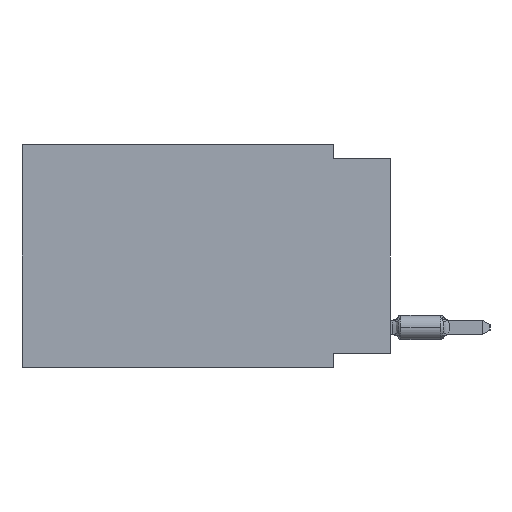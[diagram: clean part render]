
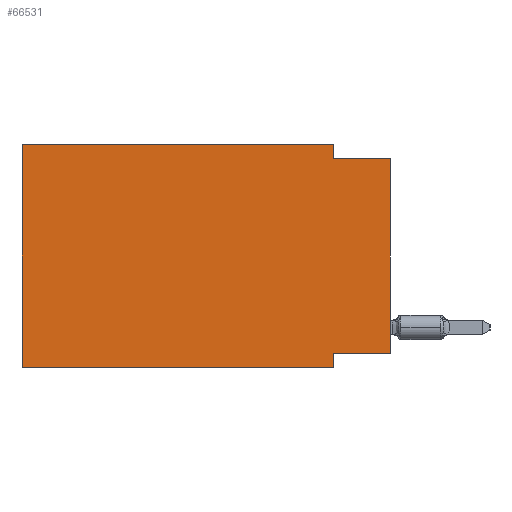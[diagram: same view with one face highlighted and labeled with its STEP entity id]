
A CAD part, left-side view. The second image highlights one B-rep face of the part: STEP entity #66531.
In plain terms, the highlighted planar face has unit normal (-1, 0, 0).
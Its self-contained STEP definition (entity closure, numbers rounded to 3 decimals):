
#495 = LINE ( 'NONE', #17160, #69597 ) ;
#1523 = VERTEX_POINT ( 'NONE', #22237 ) ;
#4847 = CARTESIAN_POINT ( 'NONE',  ( 0., 0., -9.271 ) ) ;
#4992 = CARTESIAN_POINT ( 'NONE',  ( 0., 0., 0. ) ) ;
#7253 = FACE_OUTER_BOUND ( 'NONE', #33296, .T. ) ;
#7709 = LINE ( 'NONE', #46451, #28582 ) ;
#9419 = LINE ( 'NONE', #31107, #34759 ) ;
#13570 = CARTESIAN_POINT ( 'NONE',  ( 0., 0., -0.635 ) ) ;
#15255 = VERTEX_POINT ( 'NONE', #24732 ) ;
#16036 = VECTOR ( 'NONE', #32236, 1000. ) ;
#17160 = CARTESIAN_POINT ( 'NONE',  ( 0., 2.54, 0. ) ) ;
#17876 = VERTEX_POINT ( 'NONE', #70138 ) ;
#19461 = EDGE_CURVE ( 'NONE', #15255, #52618, #44323, .T. ) ;
#19873 = EDGE_CURVE ( 'NONE', #17876, #42884, #9419, .T. ) ;
#22237 = CARTESIAN_POINT ( 'NONE',  ( 0., 2.54, -9.906 ) ) ;
#24732 = CARTESIAN_POINT ( 'NONE',  ( 0., 16.383, -9.906 ) ) ;
#25834 = ORIENTED_EDGE ( 'NONE', *, *, #35086, .F. ) ;
#25859 = CARTESIAN_POINT ( 'NONE',  ( 0., 2.54, -9.271 ) ) ;
#26777 = VECTOR ( 'NONE', #54300, 1000. ) ;
#27343 = AXIS2_PLACEMENT_3D ( 'NONE', #66294, #38561, #27530 ) ;
#27530 = DIRECTION ( 'NONE',  ( 0., 0., -1. ) ) ;
#28582 = VECTOR ( 'NONE', #36132, 1000. ) ;
#29308 = EDGE_CURVE ( 'NONE', #53052, #17876, #495, .T. ) ;
#29655 = ORIENTED_EDGE ( 'NONE', *, *, #55887, .T. ) ;
#31107 = CARTESIAN_POINT ( 'NONE',  ( 0., 0., -0.635 ) ) ;
#32236 = DIRECTION ( 'NONE',  ( 0., 1., 0. ) ) ;
#33110 = CARTESIAN_POINT ( 'NONE',  ( 0., 16.383, -9.906 ) ) ;
#33296 = EDGE_LOOP ( 'NONE', ( #50724, #49402, #43602, #25834, #44843, #29655, #58915, #65760 ) ) ;
#34759 = VECTOR ( 'NONE', #35760, 1000. ) ;
#35086 = EDGE_CURVE ( 'NONE', #52618, #53052, #68665, .T. ) ;
#35760 = DIRECTION ( 'NONE',  ( 0., -1., 0. ) ) ;
#36132 = DIRECTION ( 'NONE',  ( 0., 0., -1. ) ) ;
#36296 = DIRECTION ( 'NONE',  ( 0., -1., 0. ) ) ;
#38289 = CARTESIAN_POINT ( 'NONE',  ( 0., 16.383, 0. ) ) ;
#38561 = DIRECTION ( 'NONE',  ( 1., 0., 0. ) ) ;
#41632 = CARTESIAN_POINT ( 'NONE',  ( 0., 16.383, 0. ) ) ;
#41855 = CARTESIAN_POINT ( 'NONE',  ( 0., 0., -9.271 ) ) ;
#42326 = VECTOR ( 'NONE', #48390, 1000. ) ;
#42884 = VERTEX_POINT ( 'NONE', #13570 ) ;
#43254 = LINE ( 'NONE', #41855, #16036 ) ;
#43602 = ORIENTED_EDGE ( 'NONE', *, *, #29308, .F. ) ;
#44323 = LINE ( 'NONE', #38289, #26777 ) ;
#44638 = VECTOR ( 'NONE', #54793, 1000. ) ;
#44843 = ORIENTED_EDGE ( 'NONE', *, *, #19461, .F. ) ;
#46186 = CARTESIAN_POINT ( 'NONE',  ( 0., 2.54, 0. ) ) ;
#46451 = CARTESIAN_POINT ( 'NONE',  ( 0., 2.54, -9.906 ) ) ;
#48390 = DIRECTION ( 'NONE',  ( 0., 0., 1. ) ) ;
#49402 = ORIENTED_EDGE ( 'NONE', *, *, #19873, .F. ) ;
#50724 = ORIENTED_EDGE ( 'NONE', *, *, #67234, .T. ) ;
#51132 = EDGE_CURVE ( 'NONE', #62939, #1523, #7709, .T. ) ;
#52618 = VERTEX_POINT ( 'NONE', #63411 ) ;
#53052 = VERTEX_POINT ( 'NONE', #46186 ) ;
#53145 = VECTOR ( 'NONE', #36296, 1000. ) ;
#54300 = DIRECTION ( 'NONE',  ( 0., 0., 1. ) ) ;
#54793 = DIRECTION ( 'NONE',  ( 0., -1., 0. ) ) ;
#55887 = EDGE_CURVE ( 'NONE', #15255, #1523, #60140, .T. ) ;
#58024 = VERTEX_POINT ( 'NONE', #4847 ) ;
#58915 = ORIENTED_EDGE ( 'NONE', *, *, #51132, .F. ) ;
#60140 = LINE ( 'NONE', #33110, #44638 ) ;
#60245 = PLANE ( 'NONE',  #27343 ) ;
#60564 = DIRECTION ( 'NONE',  ( 0., 0., -1. ) ) ;
#62939 = VERTEX_POINT ( 'NONE', #25859 ) ;
#63411 = CARTESIAN_POINT ( 'NONE',  ( 0., 16.383, 0. ) ) ;
#63986 = EDGE_CURVE ( 'NONE', #58024, #62939, #43254, .T. ) ;
#64395 = LINE ( 'NONE', #4992, #42326 ) ;
#65760 = ORIENTED_EDGE ( 'NONE', *, *, #63986, .F. ) ;
#66294 = CARTESIAN_POINT ( 'NONE',  ( 0., 16.383, 0. ) ) ;
#66531 = ADVANCED_FACE ( 'NONE', ( #7253 ), #60245, .F. ) ;
#67234 = EDGE_CURVE ( 'NONE', #58024, #42884, #64395, .T. ) ;
#68665 = LINE ( 'NONE', #41632, #53145 ) ;
#69597 = VECTOR ( 'NONE', #60564, 1000. ) ;
#70138 = CARTESIAN_POINT ( 'NONE',  ( 0., 2.54, -0.635 ) ) ;
